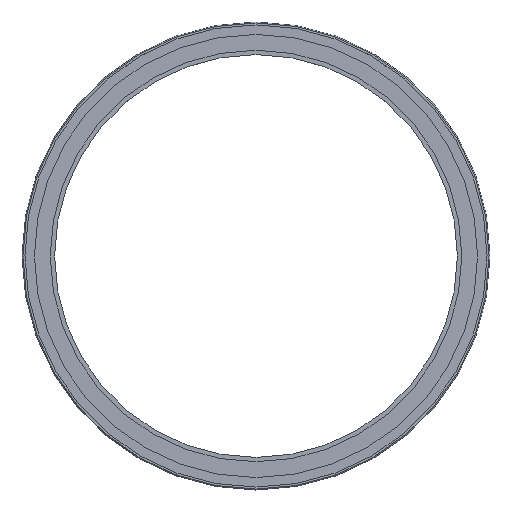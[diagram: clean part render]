
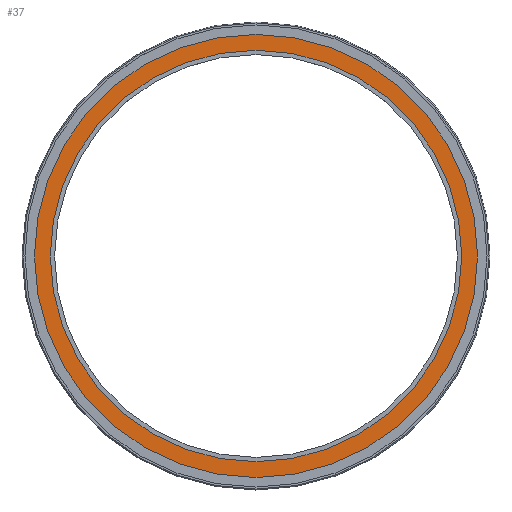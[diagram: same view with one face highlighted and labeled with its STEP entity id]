
A CAD part, top view. The second image highlights one B-rep face of the part: STEP entity #37.
In plain terms, the highlighted planar face has unit normal (0, 0, 1).
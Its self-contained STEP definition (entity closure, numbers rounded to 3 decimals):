
#4 = VERTEX_POINT ( 'NONE', #336 ) ;
#27 = FACE_OUTER_BOUND ( 'NONE', #250, .T. ) ;
#37 = ADVANCED_FACE ( 'NONE', ( #27, #169 ), #217, .T. ) ;
#43 = DIRECTION ( 'NONE',  ( 1., 0., 0. ) ) ;
#55 = AXIS2_PLACEMENT_3D ( 'NONE', #345, #274, #346 ) ;
#71 = CIRCLE ( 'NONE', #241, 175. ) ;
#96 = CARTESIAN_POINT ( 'NONE',  ( 0., 0., 17. ) ) ;
#97 = DIRECTION ( 'NONE',  ( 0., 0., 1. ) ) ;
#103 = CARTESIAN_POINT ( 'NONE',  ( 162.5, 0., 17. ) ) ;
#132 = CARTESIAN_POINT ( 'NONE',  ( 0., 0., 17. ) ) ;
#169 = FACE_BOUND ( 'NONE', #268, .T. ) ;
#174 = AXIS2_PLACEMENT_3D ( 'NONE', #96, #290, #357 ) ;
#181 = VERTEX_POINT ( 'NONE', #103 ) ;
#207 = ORIENTED_EDGE ( 'NONE', *, *, #213, .F. ) ;
#213 = EDGE_CURVE ( 'NONE', #181, #181, #252, .T. ) ;
#217 = PLANE ( 'NONE',  #55 ) ;
#241 = AXIS2_PLACEMENT_3D ( 'NONE', #132, #97, #43 ) ;
#247 = EDGE_CURVE ( 'NONE', #4, #4, #71, .T. ) ;
#250 = EDGE_LOOP ( 'NONE', ( #334 ) ) ;
#252 = CIRCLE ( 'NONE', #174, 162.5 ) ;
#268 = EDGE_LOOP ( 'NONE', ( #207 ) ) ;
#274 = DIRECTION ( 'NONE',  ( 0., 0., 1. ) ) ;
#290 = DIRECTION ( 'NONE',  ( 0., 0., 1. ) ) ;
#334 = ORIENTED_EDGE ( 'NONE', *, *, #247, .T. ) ;
#336 = CARTESIAN_POINT ( 'NONE',  ( 175., 0., 17. ) ) ;
#345 = CARTESIAN_POINT ( 'NONE',  ( 175., 0., 17. ) ) ;
#346 = DIRECTION ( 'NONE',  ( 1., 0., 0. ) ) ;
#357 = DIRECTION ( 'NONE',  ( 1., 0., 0. ) ) ;
